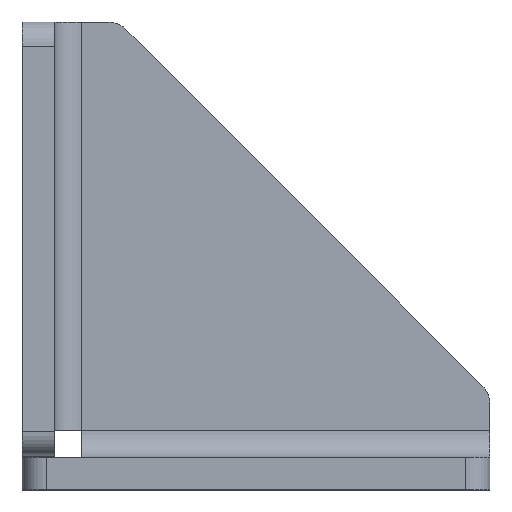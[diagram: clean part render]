
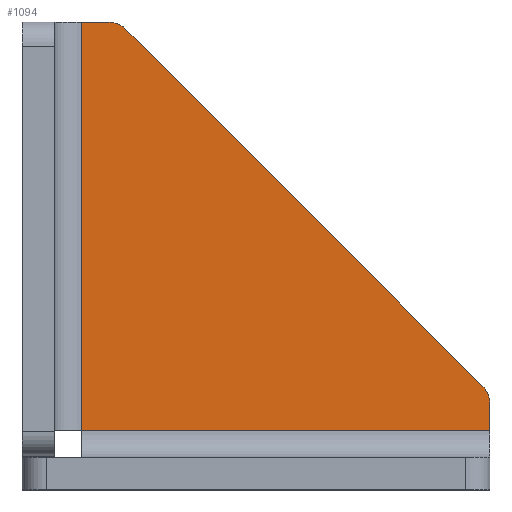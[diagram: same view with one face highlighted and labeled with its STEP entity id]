
A CAD part, top view. The second image highlights one B-rep face of the part: STEP entity #1094.
In plain terms, the highlighted planar face has unit normal (0, 0, 1).
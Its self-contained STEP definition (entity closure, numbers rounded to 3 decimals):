
#9 = CARTESIAN_POINT ( 'NONE',  ( 3.7, 3.7, 0. ) ) ;
#14 = EDGE_CURVE ( 'NONE', #678, #395, #885, .T. ) ;
#15 = DIRECTION ( 'NONE',  ( -1., 0., 0. ) ) ;
#25 = DIRECTION ( 'NONE',  ( -1., 0., 0. ) ) ;
#26 = CARTESIAN_POINT ( 'NONE',  ( 6.439, 28.561, 0. ) ) ;
#41 = VERTEX_POINT ( 'NONE', #26 ) ;
#58 = ORIENTED_EDGE ( 'NONE', *, *, #869, .T. ) ;
#99 = CARTESIAN_POINT ( 'NONE',  ( 3.7, 3.7, 0. ) ) ;
#122 = ORIENTED_EDGE ( 'NONE', *, *, #14, .T. ) ;
#126 = EDGE_CURVE ( 'NONE', #719, #156, #883, .T. ) ;
#129 = CARTESIAN_POINT ( 'NONE',  ( 3.7, 29., 0. ) ) ;
#156 = VERTEX_POINT ( 'NONE', #99 ) ;
#177 = ORIENTED_EDGE ( 'NONE', *, *, #224, .F. ) ;
#185 = VECTOR ( 'NONE', #832, 1000. ) ;
#186 = DIRECTION ( 'NONE',  ( -1., 0., 0. ) ) ;
#224 = EDGE_CURVE ( 'NONE', #156, #849, #276, .T. ) ;
#266 = LINE ( 'NONE', #329, #185 ) ;
#276 = LINE ( 'NONE', #9, #278 ) ;
#278 = VECTOR ( 'NONE', #1067, 1000. ) ;
#329 = CARTESIAN_POINT ( 'NONE',  ( 6., 29., 0. ) ) ;
#395 = VERTEX_POINT ( 'NONE', #1059 ) ;
#401 = CARTESIAN_POINT ( 'NONE',  ( 29., 5.379, 0. ) ) ;
#402 = CARTESIAN_POINT ( 'NONE',  ( 5.379, 29., 0. ) ) ;
#406 = VECTOR ( 'NONE', #15, 1000. ) ;
#415 = ORIENTED_EDGE ( 'NONE', *, *, #1200, .T. ) ;
#458 = VERTEX_POINT ( 'NONE', #402 ) ;
#467 = DIRECTION ( 'NONE',  ( 0., 0., 1. ) ) ;
#486 = DIRECTION ( 'NONE',  ( 0., 1., 0. ) ) ;
#493 = CARTESIAN_POINT ( 'NONE',  ( 29., 3.7, 0. ) ) ;
#504 = AXIS2_PLACEMENT_3D ( 'NONE', #1060, #1039, #1143 ) ;
#518 = PLANE ( 'NONE',  #1170 ) ;
#550 = DIRECTION ( 'NONE',  ( 0., 0., -1. ) ) ;
#564 = DIRECTION ( 'NONE',  ( -1., 0., 0. ) ) ;
#578 = VECTOR ( 'NONE', #486, 1000. ) ;
#626 = ORIENTED_EDGE ( 'NONE', *, *, #654, .T. ) ;
#654 = EDGE_CURVE ( 'NONE', #41, #458, #775, .T. ) ;
#678 = VERTEX_POINT ( 'NONE', #401 ) ;
#712 = VECTOR ( 'NONE', #564, 1000. ) ;
#719 = VERTEX_POINT ( 'NONE', #865 ) ;
#720 = CARTESIAN_POINT ( 'NONE',  ( 0., 0., 0. ) ) ;
#775 = CIRCLE ( 'NONE', #956, 1.5 ) ;
#776 = ORIENTED_EDGE ( 'NONE', *, *, #987, .T. ) ;
#827 = FACE_OUTER_BOUND ( 'NONE', #1191, .T. ) ;
#832 = DIRECTION ( 'NONE',  ( -0.707, 0.707, 0. ) ) ;
#834 = ORIENTED_EDGE ( 'NONE', *, *, #126, .F. ) ;
#849 = VERTEX_POINT ( 'NONE', #129 ) ;
#865 = CARTESIAN_POINT ( 'NONE',  ( 29., 3.7, 0. ) ) ;
#869 = EDGE_CURVE ( 'NONE', #719, #678, #1154, .T. ) ;
#883 = LINE ( 'NONE', #493, #406 ) ;
#885 = CIRCLE ( 'NONE', #504, 1.5 ) ;
#905 = CARTESIAN_POINT ( 'NONE',  ( 0., 29., 0. ) ) ;
#932 = LINE ( 'NONE', #905, #712 ) ;
#956 = AXIS2_PLACEMENT_3D ( 'NONE', #1180, #467, #25 ) ;
#987 = EDGE_CURVE ( 'NONE', #458, #849, #932, .T. ) ;
#1039 = DIRECTION ( 'NONE',  ( 0., 0., 1. ) ) ;
#1059 = CARTESIAN_POINT ( 'NONE',  ( 28.561, 6.439, 0. ) ) ;
#1060 = CARTESIAN_POINT ( 'NONE',  ( 27.5, 5.379, 0. ) ) ;
#1067 = DIRECTION ( 'NONE',  ( 0., 1., 0. ) ) ;
#1094 = ADVANCED_FACE ( 'NONE', ( #827 ), #518, .F. ) ;
#1139 = CARTESIAN_POINT ( 'NONE',  ( 29., 6., 0. ) ) ;
#1143 = DIRECTION ( 'NONE',  ( -1., 0., 0. ) ) ;
#1154 = LINE ( 'NONE', #1139, #578 ) ;
#1170 = AXIS2_PLACEMENT_3D ( 'NONE', #720, #550, #186 ) ;
#1180 = CARTESIAN_POINT ( 'NONE',  ( 5.379, 27.5, 0. ) ) ;
#1191 = EDGE_LOOP ( 'NONE', ( #58, #122, #415, #626, #776, #177, #834 ) ) ;
#1200 = EDGE_CURVE ( 'NONE', #395, #41, #266, .T. ) ;
